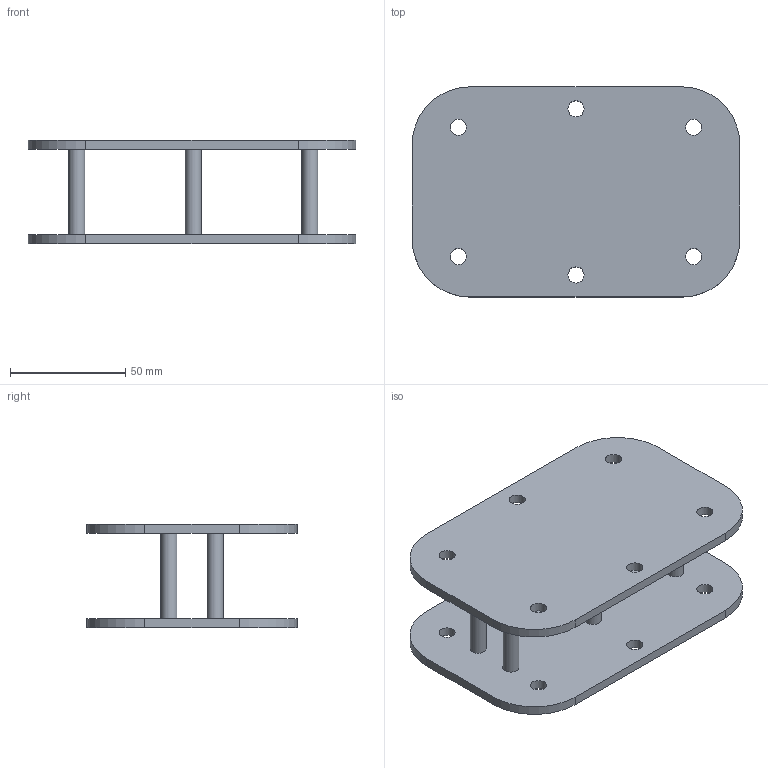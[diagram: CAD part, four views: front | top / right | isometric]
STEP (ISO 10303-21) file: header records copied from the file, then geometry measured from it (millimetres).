
FILE_DESCRIPTION(/* description */ ('','CAx-IF Rec.Pracs.---Representation and Presentation of Product Manufacturing Information (PMI)---4.0---2014-10-13'),/* implementation_level */ '2;1');
FILE_NAME(/* name */ 'Hexapod base_link.step',/* time_stamp */ '2024-12-25T01:01:12+05:30',/* author */ (''),/* organization */ (''),/* preprocessor_version */ 'ST-DEVELOPER v20',/* originating_system */ 'Autodesk Translation Framework v13.20.0.188',/* authorisation */ '');
FILE_SCHEMA (('AP242_MANAGED_MODEL_BASED_3D_ENGINEERING_MIM_LF { 1 0 10303 442 1 1 4 }'));
Length unit declared in the file: millimetre
Products named in the file (2): Hexapod Simulation Model; Hexapod
Assembly tree (1 placements, depth 2):
  Hexapod Simulation Model
    Hexapod
Bounding box: 142 x 91 x 45 mm (x, y, z)
Volume: 105780.3 mm3; surface area: 57478.8 mm2
Topology: 1 solids, 1 shells, 38 faces, 102 edges, 68 vertices
Faces by surface type: cylinder 26, plane 12
Full cylindrical faces by diameter (mm): 7 x18
Entity records: 1328 total; most frequent: DIRECTION 236, CARTESIAN_POINT 211, ORIENTED_EDGE 204, EDGE_CURVE 102, AXIS2_PLACEMENT_3D 93, EDGE_LOOP 74, VERTEX_POINT 68, CIRCLE 52
